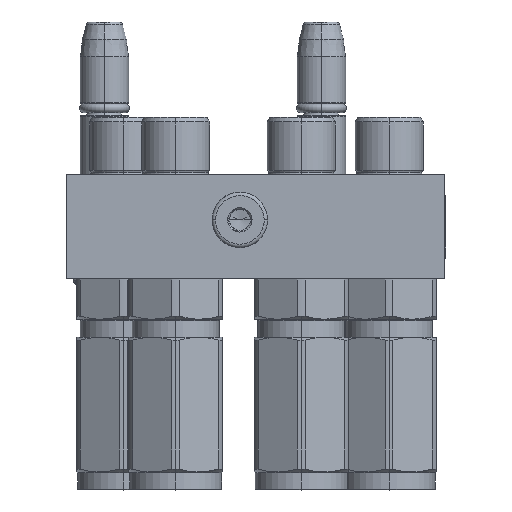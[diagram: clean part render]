
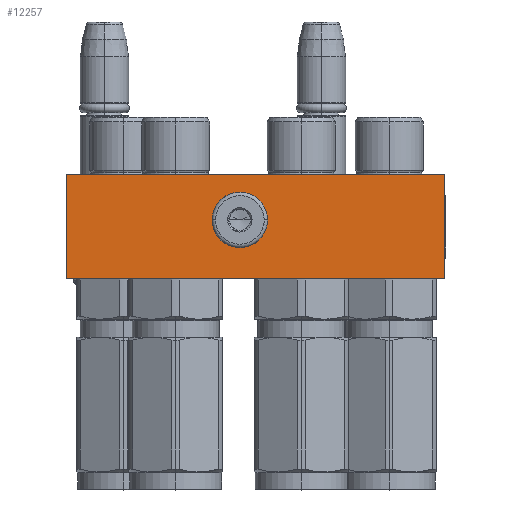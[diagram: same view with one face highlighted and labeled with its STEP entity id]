
A CAD part, front view. The second image highlights one B-rep face of the part: STEP entity #12257.
In plain terms, the highlighted face is planar.
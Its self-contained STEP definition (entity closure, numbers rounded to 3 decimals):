
#699 = CARTESIAN_POINT ( 'NONE',  ( 0.72, 13., -50. ) ) ;
#708 = CARTESIAN_POINT ( 'NONE',  ( 0.719, 12.654, -50. ) ) ;
#920 = LINE ( 'NONE', #20123, #41280 ) ;
#1116 = CARTESIAN_POINT ( 'NONE',  ( -7.13, 8.44, -50. ) ) ;
#2262 = FACE_BOUND ( 'NONE', #42728, .T. ) ;
#2528 = CARTESIAN_POINT ( 'NONE',  ( -9.545, 14.353, -50. ) ) ;
#2738 = ORIENTED_EDGE ( 'NONE', *, *, #38905, .T. ) ;
#4068 = FACE_OUTER_BOUND ( 'NONE', #19402, .T. ) ;
#4093 = CARTESIAN_POINT ( 'NONE',  ( 0.545, 11.647, -50. ) ) ;
#4421 = DIRECTION ( 'NONE',  ( 0., 1., 0. ) ) ;
#4600 = CARTESIAN_POINT ( 'NONE',  ( 0.446, 11.321, -50. ) ) ;
#4753 = CARTESIAN_POINT ( 'NONE',  ( 0.586, 11.815, -50. ) ) ;
#5328 = CARTESIAN_POINT ( 'NONE',  ( -7.707, 8.825, -50. ) ) ;
#5849 = CARTESIAN_POINT ( 'NONE',  ( -54.5, 30., -50. ) ) ;
#6593 = CARTESIAN_POINT ( 'NONE',  ( -7.13, 17.561, -50. ) ) ;
#6734 = CARTESIAN_POINT ( 'NONE',  ( 54.5, 0., -50. ) ) ;
#6769 = CARTESIAN_POINT ( 'NONE',  ( 0.678, 13.683, -50. ) ) ;
#6929 = CARTESIAN_POINT ( 'NONE',  ( -0.325, 16.207, -50. ) ) ;
#6970 = ORIENTED_EDGE ( 'NONE', *, *, #36443, .T. ) ;
#7454 = EDGE_CURVE ( 'NONE', #7879, #30678, #920, .T. ) ;
#7548 = B_SPLINE_CURVE_WITH_KNOTS ( 'NONE', 3,
 ( #31438, #8150, #27809, #20435, #28158, #32104, #47738, #12281, #4600, #4093, #4753, #8645, #708, #20129 ),
 .UNSPECIFIED., .F., .F.,
 ( 4, 2, 2, 2, 2, 2, 4 ),
 ( 0.5, 0.625, 0.75, 0.875, 0.906, 0.938, 1. ),
 .UNSPECIFIED. ) ;
#7846 = CARTESIAN_POINT ( 'NONE',  ( 54.5, 0., -50. ) ) ;
#7879 = VERTEX_POINT ( 'NONE', #11174 ) ;
#8067 = CARTESIAN_POINT ( 'NONE',  ( -54.5, 0., -50. ) ) ;
#8150 = CARTESIAN_POINT ( 'NONE',  ( -3.815, 7.78, -50. ) ) ;
#8645 = CARTESIAN_POINT ( 'NONE',  ( 0.686, 12.315, -50. ) ) ;
#9353 = DIRECTION ( 'NONE',  ( 0., 0., -1. ) ) ;
#10159 = CARTESIAN_POINT ( 'NONE',  ( 0.454, 14.681, -50. ) ) ;
#10334 = CARTESIAN_POINT ( 'NONE',  ( 0.72, 13.173, -50. ) ) ;
#10499 = CARTESIAN_POINT ( 'NONE',  ( -5.865, 18.084, -50. ) ) ;
#10627 = ORIENTED_EDGE ( 'NONE', *, *, #45557, .T. ) ;
#10668 = CARTESIAN_POINT ( 'NONE',  ( -9.446, 14.679, -50. ) ) ;
#10751 = VERTEX_POINT ( 'NONE', #17005 ) ;
#10847 = EDGE_CURVE ( 'NONE', #25608, #29217, #19469, .T. ) ;
#11155 = DIRECTION ( 'NONE',  ( -1., 0., 0. ) ) ;
#11174 = CARTESIAN_POINT ( 'NONE',  ( 54.5, 30., -50. ) ) ;
#12257 = ADVANCED_FACE ( 'NONE', ( #2262, #4068 ), #49098, .T. ) ;
#12281 = CARTESIAN_POINT ( 'NONE',  ( 0.388, 11.16, -50. ) ) ;
#13070 = VECTOR ( 'NONE', #32621, 1000. ) ;
#13181 = CARTESIAN_POINT ( 'NONE',  ( -4.5, 7.78, -50. ) ) ;
#14802 = CARTESIAN_POINT ( 'NONE',  ( 0.72, 13., -50. ) ) ;
#16462 = CARTESIAN_POINT ( 'NONE',  ( -5.185, 7.78, -50. ) ) ;
#16785 = CARTESIAN_POINT ( 'NONE',  ( -9.553, 11.646, -50. ) ) ;
#17005 = CARTESIAN_POINT ( 'NONE',  ( -4.5, 7.78, -50. ) ) ;
#18646 = B_SPLINE_CURVE_WITH_KNOTS ( 'NONE', 3,
 ( #44176, #39921, #48152, #44511, #40234, #16785, #24452, #28926, #20858, #5328, #1116, #32864, #16462, #13181 ),
 .UNSPECIFIED., .F., .F.,
 ( 4, 2, 2, 2, 2, 2, 4 ),
 ( 0., 0.031, 0.063, 0.125, 0.25, 0.375, 0.5 ),
 .UNSPECIFIED. ) ;
#19402 = EDGE_LOOP ( 'NONE', ( #10627, #28183, #35677, #26040 ) ) ;
#19469 = B_SPLINE_CURVE_WITH_KNOTS ( 'NONE', 3,
 ( #14802, #10334, #30020, #6769, #49748, #33613, #10159, #38061, #6929, #49917, #45298, #37708, #21949, #34097, #10499, #6593, #42201, #21783, #34285, #33774, #10668, #2528, #33933, #37546, #49243, #42008 ),
 .UNSPECIFIED., .F., .F.,
 ( 4, 2, 2, 2, 2, 2, 2, 2, 2, 2, 2, 2, 4 ),
 ( 0., 0.031, 0.062, 0.125, 0.25, 0.375, 0.5, 0.625, 0.75, 0.875, 0.906, 0.937, 1. ),
 .UNSPECIFIED. ) ;
#20123 = CARTESIAN_POINT ( 'NONE',  ( 54.5, 30., -50. ) ) ;
#20129 = CARTESIAN_POINT ( 'NONE',  ( 0.72, 13., -50. ) ) ;
#20435 = CARTESIAN_POINT ( 'NONE',  ( -1.87, 8.439, -50. ) ) ;
#20787 = VECTOR ( 'NONE', #11155, 1000. ) ;
#20858 = CARTESIAN_POINT ( 'NONE',  ( -8.675, 9.793, -50. ) ) ;
#21783 = CARTESIAN_POINT ( 'NONE',  ( -8.675, 16.207, -50. ) ) ;
#21949 = CARTESIAN_POINT ( 'NONE',  ( -3.815, 18.22, -50. ) ) ;
#24017 = DIRECTION ( 'NONE',  ( -1., 0., 0. ) ) ;
#24452 = CARTESIAN_POINT ( 'NONE',  ( -9.454, 11.319, -50. ) ) ;
#25608 = VERTEX_POINT ( 'NONE', #699 ) ;
#26040 = ORIENTED_EDGE ( 'NONE', *, *, #47099, .T. ) ;
#27809 = CARTESIAN_POINT ( 'NONE',  ( -3.135, 7.916, -50. ) ) ;
#28158 = CARTESIAN_POINT ( 'NONE',  ( -1.293, 8.825, -50. ) ) ;
#28183 = ORIENTED_EDGE ( 'NONE', *, *, #7454, .F. ) ;
#28926 = CARTESIAN_POINT ( 'NONE',  ( -9.061, 10.37, -50. ) ) ;
#28981 = LINE ( 'NONE', #48245, #13070 ) ;
#29217 = VERTEX_POINT ( 'NONE', #41649 ) ;
#30020 = CARTESIAN_POINT ( 'NONE',  ( 0.711, 13.344, -50. ) ) ;
#30678 = VERTEX_POINT ( 'NONE', #5849 ) ;
#31249 = CARTESIAN_POINT ( 'NONE',  ( 54.5, 0., -50. ) ) ;
#31438 = CARTESIAN_POINT ( 'NONE',  ( -4.5, 7.78, -50. ) ) ;
#32104 = CARTESIAN_POINT ( 'NONE',  ( -0.325, 9.793, -50. ) ) ;
#32621 = DIRECTION ( 'NONE',  ( 0., 1., 0. ) ) ;
#32864 = CARTESIAN_POINT ( 'NONE',  ( -5.865, 7.915, -50. ) ) ;
#33331 = VECTOR ( 'NONE', #4421, 1000. ) ;
#33613 = CARTESIAN_POINT ( 'NONE',  ( 0.553, 14.354, -50. ) ) ;
#33774 = CARTESIAN_POINT ( 'NONE',  ( -9.388, 14.84, -50. ) ) ;
#33933 = CARTESIAN_POINT ( 'NONE',  ( -9.586, 14.185, -50. ) ) ;
#34097 = CARTESIAN_POINT ( 'NONE',  ( -5.185, 18.22, -50. ) ) ;
#34285 = CARTESIAN_POINT ( 'NONE',  ( -9.061, 15.629, -50. ) ) ;
#35677 = ORIENTED_EDGE ( 'NONE', *, *, #44203, .F. ) ;
#36053 = VERTEX_POINT ( 'NONE', #7846 ) ;
#36139 = LINE ( 'NONE', #6734, #20787 ) ;
#36443 = EDGE_CURVE ( 'NONE', #10751, #25608, #7548, .T. ) ;
#36938 = AXIS2_PLACEMENT_3D ( 'NONE', #45317, #9353, #37046 ) ;
#36995 = LINE ( 'NONE', #31249, #33331 ) ;
#37046 = DIRECTION ( 'NONE',  ( -1., 0., 0. ) ) ;
#37546 = CARTESIAN_POINT ( 'NONE',  ( -9.686, 13.685, -50. ) ) ;
#37708 = CARTESIAN_POINT ( 'NONE',  ( -3.135, 18.085, -50. ) ) ;
#38061 = CARTESIAN_POINT ( 'NONE',  ( 0.061, 15.63, -50. ) ) ;
#38905 = EDGE_CURVE ( 'NONE', #29217, #10751, #18646, .T. ) ;
#39921 = CARTESIAN_POINT ( 'NONE',  ( -9.72, 12.827, -50. ) ) ;
#40234 = CARTESIAN_POINT ( 'NONE',  ( -9.653, 12.15, -50. ) ) ;
#41280 = VECTOR ( 'NONE', #24017, 1000. ) ;
#41649 = CARTESIAN_POINT ( 'NONE',  ( -9.72, 13., -50. ) ) ;
#42008 = CARTESIAN_POINT ( 'NONE',  ( -9.72, 13., -50. ) ) ;
#42201 = CARTESIAN_POINT ( 'NONE',  ( -7.707, 17.175, -50. ) ) ;
#42728 = EDGE_LOOP ( 'NONE', ( #2738, #6970, #47541 ) ) ;
#43338 = VERTEX_POINT ( 'NONE', #8067 ) ;
#44176 = CARTESIAN_POINT ( 'NONE',  ( -9.72, 13., -50. ) ) ;
#44203 = EDGE_CURVE ( 'NONE', #36053, #7879, #36995, .T. ) ;
#44511 = CARTESIAN_POINT ( 'NONE',  ( -9.678, 12.317, -50. ) ) ;
#45298 = CARTESIAN_POINT ( 'NONE',  ( -1.87, 17.56, -50. ) ) ;
#45317 = CARTESIAN_POINT ( 'NONE',  ( 54.5, 0., -50. ) ) ;
#45557 = EDGE_CURVE ( 'NONE', #43338, #30678, #28981, .T. ) ;
#47099 = EDGE_CURVE ( 'NONE', #36053, #43338, #36139, .T. ) ;
#47541 = ORIENTED_EDGE ( 'NONE', *, *, #10847, .T. ) ;
#47738 = CARTESIAN_POINT ( 'NONE',  ( 0.061, 10.371, -50. ) ) ;
#48152 = CARTESIAN_POINT ( 'NONE',  ( -9.711, 12.656, -50. ) ) ;
#48245 = CARTESIAN_POINT ( 'NONE',  ( -54.5, 0., -50. ) ) ;
#49098 = PLANE ( 'NONE',  #36938 ) ;
#49243 = CARTESIAN_POINT ( 'NONE',  ( -9.719, 13.346, -50. ) ) ;
#49748 = CARTESIAN_POINT ( 'NONE',  ( 0.653, 13.85, -50. ) ) ;
#49917 = CARTESIAN_POINT ( 'NONE',  ( -1.293, 17.175, -50. ) ) ;
